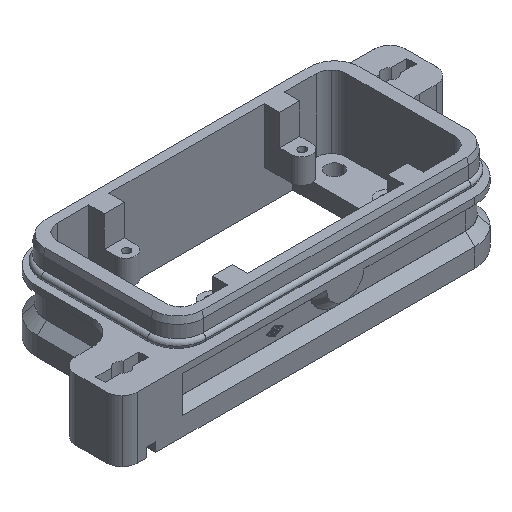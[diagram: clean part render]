
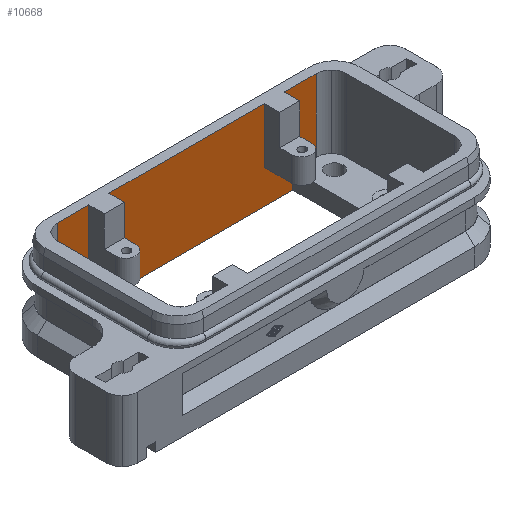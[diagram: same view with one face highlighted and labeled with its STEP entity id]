
A CAD part, isometric view. The second image highlights one B-rep face of the part: STEP entity #10668.
In plain terms, the highlighted planar face has unit normal (0, -1, 0).
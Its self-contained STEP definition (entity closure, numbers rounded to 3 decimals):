
#1303=CARTESIAN_POINT('',(-42.0,22.5,5.5));
#1304=VERTEX_POINT('',#1303);
#1312=CARTESIAN_POINT('',(-42.0,22.5,29.));
#1313=VERTEX_POINT('',#1312);
#1314=CARTESIAN_POINT('',(-42.0,22.5,5.5));
#1315=DIRECTION('',(0.0,0.0,1.0));
#1316=VECTOR('',#1315,23.5);
#1317=LINE('',#1314,#1316);
#1318=EDGE_CURVE('',#1304,#1313,#1317,.T.);
#8001=CARTESIAN_POINT('',(-25.25,22.5,11.0));
#8002=VERTEX_POINT('',#8001);
#8018=CARTESIAN_POINT('',(-31.75,22.5,11.0));
#8019=VERTEX_POINT('',#8018);
#8026=CARTESIAN_POINT('',(-31.75,22.5,11.0));
#8027=DIRECTION('',(1.0,0.0,0.0));
#8028=VECTOR('',#8027,6.5);
#8029=LINE('',#8026,#8028);
#8030=EDGE_CURVE('',#8019,#8002,#8029,.T.);
#8069=CARTESIAN_POINT('',(-31.75,22.5,29.));
#8070=VERTEX_POINT('',#8069);
#8077=CARTESIAN_POINT('',(-31.75,22.5,11.0));
#8078=DIRECTION('',(0.0,0.0,1.0));
#8079=VECTOR('',#8078,18.);
#8080=LINE('',#8077,#8079);
#8081=EDGE_CURVE('',#8019,#8070,#8080,.T.);
#8171=CARTESIAN_POINT('',(-34.5,22.5,0.0));
#8172=VERTEX_POINT('',#8171);
#8173=CARTESIAN_POINT('',(34.5,22.5,0.0));
#8174=VERTEX_POINT('',#8173);
#8175=CARTESIAN_POINT('',(-34.5,22.5,0.0));
#8176=DIRECTION('',(1.0,0.0,0.0));
#8177=VECTOR('',#8176,69.0);
#8178=LINE('',#8175,#8177);
#8179=EDGE_CURVE('',#8172,#8174,#8178,.T.);
#8291=CARTESIAN_POINT('',(-34.5,22.5,5.5));
#8292=VERTEX_POINT('',#8291);
#8299=CARTESIAN_POINT('',(-42.0,22.5,5.5));
#8300=DIRECTION('',(1.0,0.0,0.0));
#8301=VECTOR('',#8300,7.5);
#8302=LINE('',#8299,#8301);
#8303=EDGE_CURVE('',#1304,#8292,#8302,.T.);
#8334=CARTESIAN_POINT('',(-34.5,22.5,5.5));
#8335=DIRECTION('',(0.0,0.0,-1.0));
#8336=VECTOR('',#8335,5.5);
#8337=LINE('',#8334,#8336);
#8338=EDGE_CURVE('',#8292,#8172,#8337,.T.);
#8637=CARTESIAN_POINT('',(-25.25,22.5,29.));
#8638=VERTEX_POINT('',#8637);
#8645=CARTESIAN_POINT('',(25.25,22.5,29.));
#8646=VERTEX_POINT('',#8645);
#8647=CARTESIAN_POINT('',(25.25,22.5,29.));
#8648=DIRECTION('',(-1.0,0.0,0.0));
#8649=VECTOR('',#8648,50.5);
#8650=LINE('',#8647,#8649);
#8651=EDGE_CURVE('',#8646,#8638,#8650,.T.);
#8669=CARTESIAN_POINT('',(31.75,22.5,29.));
#8670=VERTEX_POINT('',#8669);
#8677=CARTESIAN_POINT('',(42.,22.5,29.));
#8678=VERTEX_POINT('',#8677);
#8679=CARTESIAN_POINT('',(42.,22.5,29.));
#8680=DIRECTION('',(-1.0,0.0,0.0));
#8681=VECTOR('',#8680,10.25);
#8682=LINE('',#8679,#8681);
#8683=EDGE_CURVE('',#8678,#8670,#8682,.T.);
#8766=CARTESIAN_POINT('',(-31.75,22.5,29.));
#8767=DIRECTION('',(-1.0,0.0,0.0));
#8768=VECTOR('',#8767,10.25);
#8769=LINE('',#8766,#8768);
#8770=EDGE_CURVE('',#8070,#1313,#8769,.T.);
#8922=CARTESIAN_POINT('',(-25.25,22.5,11.0));
#8923=DIRECTION('',(0.0,0.0,1.0));
#8924=VECTOR('',#8923,18.);
#8925=LINE('',#8922,#8924);
#8926=EDGE_CURVE('',#8002,#8638,#8925,.T.);
#10412=CARTESIAN_POINT('',(31.75,22.5,11.0));
#10413=VERTEX_POINT('',#10412);
#10429=CARTESIAN_POINT('',(25.25,22.5,11.0));
#10430=VERTEX_POINT('',#10429);
#10437=CARTESIAN_POINT('',(25.25,22.5,11.0));
#10438=DIRECTION('',(1.0,0.0,0.0));
#10439=VECTOR('',#10438,6.5);
#10440=LINE('',#10437,#10439);
#10441=EDGE_CURVE('',#10430,#10413,#10440,.T.);
#10548=CARTESIAN_POINT('',(25.25,22.5,11.0));
#10549=DIRECTION('',(0.0,0.0,1.0));
#10550=VECTOR('',#10549,18.);
#10551=LINE('',#10548,#10550);
#10552=EDGE_CURVE('',#10430,#8646,#10551,.T.);
#10578=CARTESIAN_POINT('',(42.,22.5,5.5));
#10579=VERTEX_POINT('',#10578);
#10587=CARTESIAN_POINT('',(34.5,22.5,5.5));
#10588=VERTEX_POINT('',#10587);
#10589=CARTESIAN_POINT('',(34.5,22.5,5.5));
#10590=DIRECTION('',(1.0,0.0,0.0));
#10591=VECTOR('',#10590,7.5);
#10592=LINE('',#10589,#10591);
#10593=EDGE_CURVE('',#10588,#10579,#10592,.T.);
#10624=CARTESIAN_POINT('',(34.5,22.5,0.0));
#10625=DIRECTION('',(0.0,0.0,1.0));
#10626=VECTOR('',#10625,5.5);
#10627=LINE('',#10624,#10626);
#10628=EDGE_CURVE('',#8174,#10588,#10627,.T.);
#10635=CARTESIAN_POINT('',(25.25,22.5,0.0));
#10636=DIRECTION('',(0.0,-1.0,0.0));
#10637=DIRECTION('',(0.0,0.0,-1.0));
#10638=AXIS2_PLACEMENT_3D('',#10635,#10636,#10637);
#10639=PLANE('',#10638);
#10640=ORIENTED_EDGE('',*,*,#8179,.T.);
#10641=ORIENTED_EDGE('',*,*,#10628,.T.);
#10642=ORIENTED_EDGE('',*,*,#10593,.T.);
#10643=CARTESIAN_POINT('',(42.,22.5,29.));
#10644=DIRECTION('',(0.0,0.0,-1.0));
#10645=VECTOR('',#10644,23.5);
#10646=LINE('',#10643,#10645);
#10647=EDGE_CURVE('',#8678,#10579,#10646,.T.);
#10648=ORIENTED_EDGE('',*,*,#10647,.F.);
#10649=ORIENTED_EDGE('',*,*,#8683,.T.);
#10650=CARTESIAN_POINT('',(31.75,22.5,11.0));
#10651=DIRECTION('',(0.0,0.0,1.0));
#10652=VECTOR('',#10651,18.);
#10653=LINE('',#10650,#10652);
#10654=EDGE_CURVE('',#10413,#8670,#10653,.T.);
#10655=ORIENTED_EDGE('',*,*,#10654,.F.);
#10656=ORIENTED_EDGE('',*,*,#10441,.F.);
#10657=ORIENTED_EDGE('',*,*,#10552,.T.);
#10658=ORIENTED_EDGE('',*,*,#8651,.T.);
#10659=ORIENTED_EDGE('',*,*,#8926,.F.);
#10660=ORIENTED_EDGE('',*,*,#8030,.F.);
#10661=ORIENTED_EDGE('',*,*,#8081,.T.);
#10662=ORIENTED_EDGE('',*,*,#8770,.T.);
#10663=ORIENTED_EDGE('',*,*,#1318,.F.);
#10664=ORIENTED_EDGE('',*,*,#8303,.T.);
#10665=ORIENTED_EDGE('',*,*,#8338,.T.);
#10666=EDGE_LOOP('',(#10640,#10641,#10642,#10648,#10649,#10655,#10656,#10657,#10658,#10659,#10660,#10661,#10662,#10663,#10664,#10665));
#10667=FACE_OUTER_BOUND('',#10666,.T.);
#10668=ADVANCED_FACE('',(#10667),#10639,.T.);
